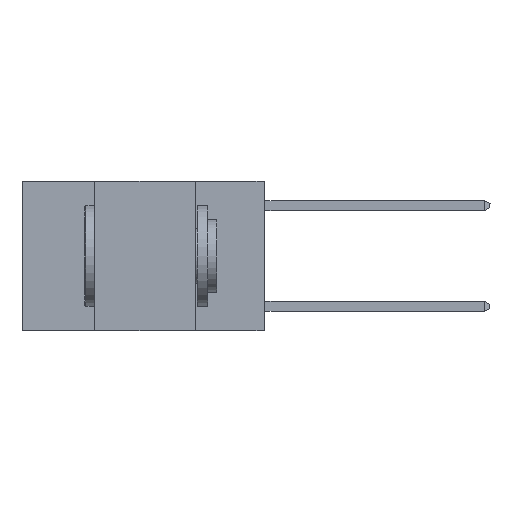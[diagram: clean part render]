
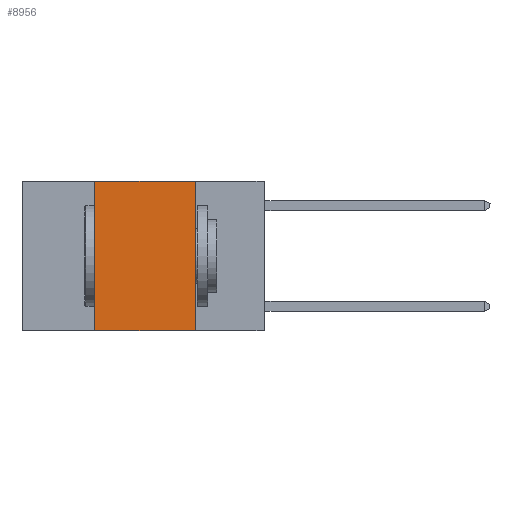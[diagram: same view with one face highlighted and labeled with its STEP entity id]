
A CAD part, left-side view. The second image highlights one B-rep face of the part: STEP entity #8956.
In plain terms, the highlighted planar face has unit normal (-1, 0, 0).
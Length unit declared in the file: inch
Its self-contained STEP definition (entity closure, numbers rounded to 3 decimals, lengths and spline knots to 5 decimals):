
#15 = CARTESIAN_POINT ( 'NONE',  ( 0., 0.6, 0. ) ) ;
#62 = VERTEX_POINT ( 'NONE', #6050 ) ;
#521 = VECTOR ( 'NONE', #923, 39.37008 ) ;
#923 = DIRECTION ( 'NONE',  ( 0., -1., 0. ) ) ;
#1242 = PLANE ( 'NONE',  #4287 ) ;
#1455 = EDGE_LOOP ( 'NONE', ( #3277, #3539, #3873, #3955 ) ) ;
#2083 = DIRECTION ( 'NONE',  ( 0., 0., -1. ) ) ;
#2442 = LINE ( 'NONE', #6819, #10573 ) ;
#2483 = LINE ( 'NONE', #9960, #521 ) ;
#2598 = DIRECTION ( 'NONE',  ( 0., 0., -1. ) ) ;
#3080 = VERTEX_POINT ( 'NONE', #3393 ) ;
#3277 = ORIENTED_EDGE ( 'NONE', *, *, #4961, .F. ) ;
#3331 = LINE ( 'NONE', #4446, #5404 ) ;
#3393 = CARTESIAN_POINT ( 'NONE',  ( 0., 0.17, -0.37 ) ) ;
#3539 = ORIENTED_EDGE ( 'NONE', *, *, #4954, .F. ) ;
#3782 = VERTEX_POINT ( 'NONE', #3870 ) ;
#3793 = CARTESIAN_POINT ( 'NONE',  ( 0., 0.6, 0. ) ) ;
#3870 = CARTESIAN_POINT ( 'NONE',  ( 0., 0.17, 0. ) ) ;
#3873 = ORIENTED_EDGE ( 'NONE', *, *, #8807, .F. ) ;
#3955 = ORIENTED_EDGE ( 'NONE', *, *, #9934, .T. ) ;
#4287 = AXIS2_PLACEMENT_3D ( 'NONE', #3793, #7134, #2083 ) ;
#4446 = CARTESIAN_POINT ( 'NONE',  ( 0., 0.42, 0. ) ) ;
#4490 = DIRECTION ( 'NONE',  ( 0., 0., 1. ) ) ;
#4954 = EDGE_CURVE ( 'NONE', #62, #3782, #6942, .T. ) ;
#4961 = EDGE_CURVE ( 'NONE', #3782, #3080, #2442, .T. ) ;
#5112 = CARTESIAN_POINT ( 'NONE',  ( 0., 0.42, -0.37 ) ) ;
#5354 = VERTEX_POINT ( 'NONE', #5112 ) ;
#5404 = VECTOR ( 'NONE', #4490, 39.37008 ) ;
#6050 = CARTESIAN_POINT ( 'NONE',  ( 0., 0.42, 0. ) ) ;
#6702 = VECTOR ( 'NONE', #8342, 39.37008 ) ;
#6819 = CARTESIAN_POINT ( 'NONE',  ( 0., 0.17, 0. ) ) ;
#6942 = LINE ( 'NONE', #15, #6702 ) ;
#7134 = DIRECTION ( 'NONE',  ( 1., 0., 0. ) ) ;
#8342 = DIRECTION ( 'NONE',  ( 0., -1., 0. ) ) ;
#8580 = FACE_OUTER_BOUND ( 'NONE', #1455, .T. ) ;
#8807 = EDGE_CURVE ( 'NONE', #5354, #62, #3331, .T. ) ;
#8956 = ADVANCED_FACE ( 'NONE', ( #8580 ), #1242, .F. ) ;
#9934 = EDGE_CURVE ( 'NONE', #5354, #3080, #2483, .T. ) ;
#9960 = CARTESIAN_POINT ( 'NONE',  ( 0., 0.6, -0.37 ) ) ;
#10573 = VECTOR ( 'NONE', #2598, 39.37008 ) ;
